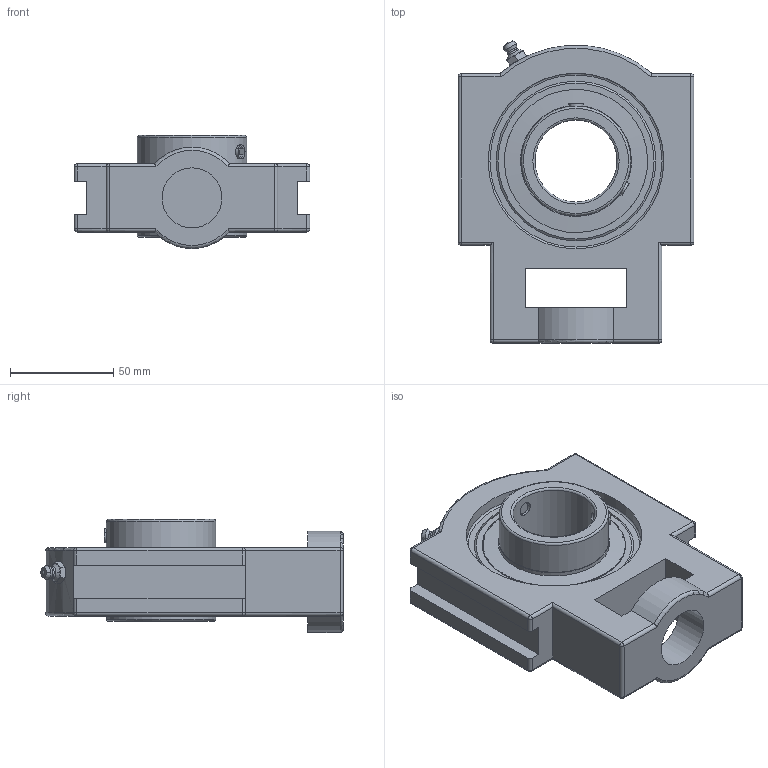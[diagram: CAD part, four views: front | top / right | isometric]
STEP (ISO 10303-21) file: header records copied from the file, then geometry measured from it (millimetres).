
FILE_DESCRIPTION(('HOOPS Exchange Step'),'2;1');
FILE_NAME('export-36AF31DD-B9D3-44FB-902F-2A49950737BD.stp','2019-12-18T08:30:28-08:00',('ibuslach'),('Alibre'),'HOOPS Exchange 2019.2','Alibre','Unknown authorisation');
FILE_SCHEMA( ('AP242_MANAGED_MODEL_BASED_3D_ENGINEERING_MIM_LF {1 0 10303 442 1 1 4 }') );
Length unit declared in the file: centimetre
Products named in the file (7): MRN ST 208; UCP ZERK 6mm; SUC 208-25 RACES; SUC 208 SHIELD; SUC 208 SS; MRN SUC 208-25; MRN SUCT 208-25
Assembly tree (8 placements, depth 3):
  MRN SUCT 208-25
    MRN ST 208
    UCP ZERK 6mm
    MRN SUC 208-25
      SUC 208-25 RACES
      SUC 208 SHIELD  x2
      SUC 208 SS  x2
Bounding box: 114 x 146.12 x 54.7 mm (x, y, z)
Volume: 312153.9 mm3; surface area: 84993.7 mm2
Topology: 8 solids, 8 shells, 195 faces, 500 edges, 304 vertices
Faces by surface type: cylinder 68, plane 67, sphere 21, cone 18, torus 17, bspline 4
Full cylindrical faces by diameter (mm): 1.505 x2, 6 x2, 6.782 x4, 29 x1, 39.688 x1, 52.832 x3, 53.594 x2, 69.215 x3, 84.93 x2
Entity records: 8392 total; most frequent: CARTESIAN_POINT 3913, DIRECTION 959, ORIENTED_EDGE 874, EDGE_CURVE 437, AXIS2_PLACEMENT_3D 384, VERTEX_POINT 273, EDGE_LOOP 200, FACE_BOUND 200
